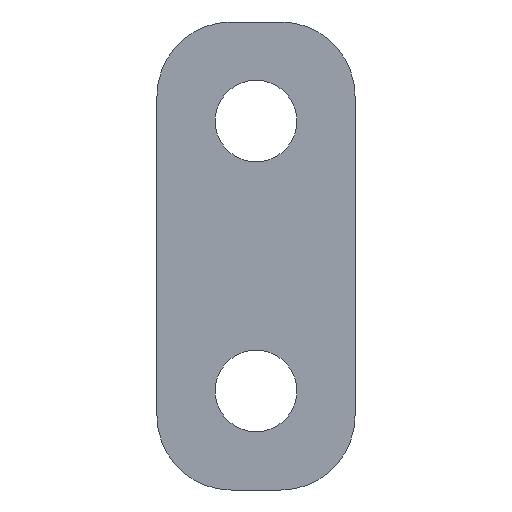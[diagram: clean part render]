
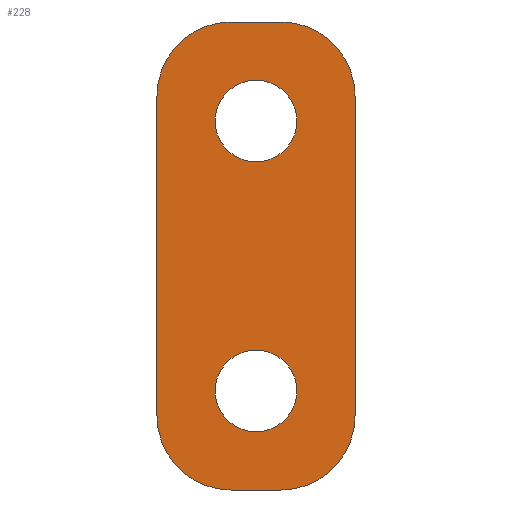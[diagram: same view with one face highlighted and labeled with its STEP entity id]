
A CAD part, front view. The second image highlights one B-rep face of the part: STEP entity #228.
In plain terms, the highlighted planar face has unit normal (0, -1, 0).
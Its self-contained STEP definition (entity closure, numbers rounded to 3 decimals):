
#17=FACE_BOUND('',#51,.T.);
#18=FACE_BOUND('',#52,.T.);
#24=PLANE('',#266);
#36=FACE_OUTER_BOUND('',#50,.T.);
#50=EDGE_LOOP('',(#201,#202,#203,#204,#205,#206,#207,#208));
#51=EDGE_LOOP('',(#209));
#52=EDGE_LOOP('',(#210));
#55=LINE('',#351,#73);
#60=LINE('',#365,#78);
#64=LINE('',#377,#82);
#68=LINE('',#389,#86);
#73=VECTOR('',#285,10.);
#78=VECTOR('',#298,10.);
#82=VECTOR('',#310,10.);
#86=VECTOR('',#322,10.);
#89=CIRCLE('',#244,1.65);
#91=CIRCLE('',#247,1.65);
#93=CIRCLE('',#251,3.);
#95=CIRCLE('',#255,3.);
#97=CIRCLE('',#259,3.);
#99=CIRCLE('',#263,3.);
#101=VERTEX_POINT('',#337);
#103=VERTEX_POINT('',#343);
#105=VERTEX_POINT('',#349);
#106=VERTEX_POINT('',#350);
#109=VERTEX_POINT('',#358);
#111=VERTEX_POINT('',#364);
#113=VERTEX_POINT('',#370);
#115=VERTEX_POINT('',#376);
#117=VERTEX_POINT('',#382);
#119=VERTEX_POINT('',#388);
#121=EDGE_CURVE('',#101,#101,#89,.T.);
#124=EDGE_CURVE('',#103,#103,#91,.T.);
#127=EDGE_CURVE('',#105,#106,#55,.T.);
#131=EDGE_CURVE('',#109,#106,#93,.T.);
#134=EDGE_CURVE('',#109,#111,#60,.T.);
#137=EDGE_CURVE('',#113,#111,#95,.T.);
#140=EDGE_CURVE('',#113,#115,#64,.T.);
#143=EDGE_CURVE('',#117,#115,#97,.T.);
#146=EDGE_CURVE('',#117,#119,#68,.T.);
#149=EDGE_CURVE('',#105,#119,#99,.T.);
#201=ORIENTED_EDGE('',*,*,#149,.F.);
#202=ORIENTED_EDGE('',*,*,#127,.T.);
#203=ORIENTED_EDGE('',*,*,#131,.F.);
#204=ORIENTED_EDGE('',*,*,#134,.T.);
#205=ORIENTED_EDGE('',*,*,#137,.F.);
#206=ORIENTED_EDGE('',*,*,#140,.T.);
#207=ORIENTED_EDGE('',*,*,#143,.F.);
#208=ORIENTED_EDGE('',*,*,#146,.T.);
#209=ORIENTED_EDGE('',*,*,#121,.T.);
#210=ORIENTED_EDGE('',*,*,#124,.T.);
#228=ADVANCED_FACE('',(#36,#17,#18),#24,.F.);
#244=AXIS2_PLACEMENT_3D('',#338,#271,#272);
#247=AXIS2_PLACEMENT_3D('',#344,#278,#279);
#251=AXIS2_PLACEMENT_3D('',#359,#291,#292);
#255=AXIS2_PLACEMENT_3D('',#371,#303,#304);
#259=AXIS2_PLACEMENT_3D('',#383,#315,#316);
#263=AXIS2_PLACEMENT_3D('',#394,#327,#328);
#266=AXIS2_PLACEMENT_3D('',#397,#333,#334);
#271=DIRECTION('center_axis',(0.,1.,0.));
#272=DIRECTION('ref_axis',(1.,0.,0.));
#278=DIRECTION('center_axis',(0.,1.,0.));
#279=DIRECTION('ref_axis',(1.,0.,0.));
#285=DIRECTION('',(0.,0.,1.));
#291=DIRECTION('center_axis',(0.,1.,0.));
#292=DIRECTION('ref_axis',(0.,0.,1.));
#298=DIRECTION('',(-1.,0.,0.));
#303=DIRECTION('center_axis',(0.,1.,0.));
#304=DIRECTION('ref_axis',(-1.,0.,0.));
#310=DIRECTION('',(0.,0.,-1.));
#315=DIRECTION('center_axis',(0.,1.,0.));
#316=DIRECTION('ref_axis',(0.,0.,-1.));
#322=DIRECTION('',(1.,0.,0.));
#327=DIRECTION('center_axis',(0.,1.,0.));
#328=DIRECTION('ref_axis',(1.,0.,0.));
#333=DIRECTION('center_axis',(0.,1.,0.));
#334=DIRECTION('ref_axis',(1.,0.,0.));
#337=CARTESIAN_POINT('',(2.35,0.,14.9));
#338=CARTESIAN_POINT('Origin',(4.,0.,14.9));
#343=CARTESIAN_POINT('',(2.35,0.,4.));
#344=CARTESIAN_POINT('Origin',(4.,0.,4.));
#349=CARTESIAN_POINT('',(8.,0.,3.));
#350=CARTESIAN_POINT('',(8.,0.,15.9));
#351=CARTESIAN_POINT('',(8.,0.,3.));
#358=CARTESIAN_POINT('',(5.,0.,18.9));
#359=CARTESIAN_POINT('Origin',(5.,0.,15.9));
#364=CARTESIAN_POINT('',(3.,0.,18.9));
#365=CARTESIAN_POINT('',(5.,0.,18.9));
#370=CARTESIAN_POINT('',(0.,0.,15.9));
#371=CARTESIAN_POINT('Origin',(3.,0.,15.9));
#376=CARTESIAN_POINT('',(0.,0.,3.));
#377=CARTESIAN_POINT('',(0.,0.,15.9));
#382=CARTESIAN_POINT('',(3.,0.,0.));
#383=CARTESIAN_POINT('Origin',(3.,0.,3.));
#388=CARTESIAN_POINT('',(5.,0.,0.));
#389=CARTESIAN_POINT('',(3.,0.,0.));
#394=CARTESIAN_POINT('Origin',(5.,0.,3.));
#397=CARTESIAN_POINT('Origin',(4.,0.,9.45));
